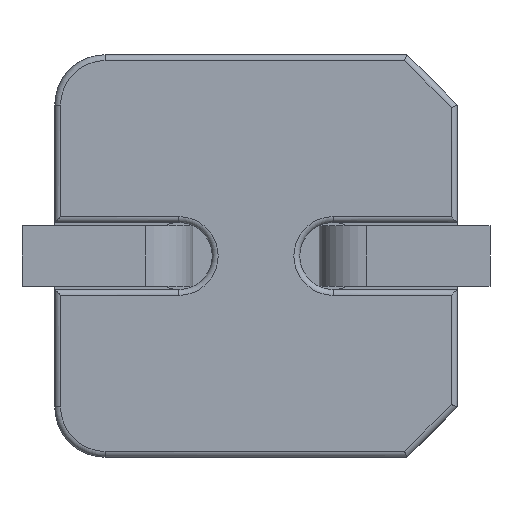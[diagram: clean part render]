
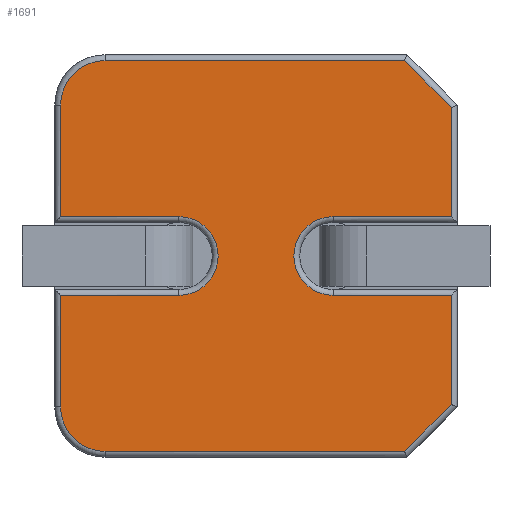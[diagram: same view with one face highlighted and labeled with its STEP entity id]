
A CAD part, front view. The second image highlights one B-rep face of the part: STEP entity #1691.
In plain terms, the highlighted planar face has unit normal (0, -1, 0).
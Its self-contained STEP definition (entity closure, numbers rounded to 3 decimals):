
#32 = ORIENTED_EDGE ( 'NONE', *, *, #385, .T. ) ;
#51 = DIRECTION ( 'NONE',  ( 0., 0., -1. ) ) ;
#77 = CARTESIAN_POINT ( 'NONE',  ( -0.825, 0., 0.42 ) ) ;
#89 = EDGE_CURVE ( 'NONE', #2751, #3169, #823, .T. ) ;
#91 = ORIENTED_EDGE ( 'NONE', *, *, #514, .T. ) ;
#113 = CARTESIAN_POINT ( 'NONE',  ( -1.612, 0., -2.087 ) ) ;
#196 = VECTOR ( 'NONE', #936, 1000. ) ;
#213 = ORIENTED_EDGE ( 'NONE', *, *, #2540, .T. ) ;
#231 = VERTEX_POINT ( 'NONE', #2877 ) ;
#247 = CARTESIAN_POINT ( 'NONE',  ( -2.087, 0., -1.612 ) ) ;
#305 = AXIS2_PLACEMENT_3D ( 'NONE', #1011, #2513, #974 ) ;
#374 = LINE ( 'NONE', #77, #1024 ) ;
#385 = EDGE_CURVE ( 'NONE', #2797, #1049, #2807, .T. ) ;
#392 = DIRECTION ( 'NONE',  ( 0., 0., -1. ) ) ;
#428 = EDGE_CURVE ( 'NONE', #496, #1710, #1688, .T. ) ;
#489 = CARTESIAN_POINT ( 'NONE',  ( 2.087, 0., -1.587 ) ) ;
#496 = VERTEX_POINT ( 'NONE', #1941 ) ;
#501 = EDGE_CURVE ( 'NONE', #1049, #932, #1448, .T. ) ;
#514 = EDGE_CURVE ( 'NONE', #2714, #1676, #1186, .T. ) ;
#522 = ORIENTED_EDGE ( 'NONE', *, *, #2007, .T. ) ;
#549 = DIRECTION ( 'NONE',  ( 0., 0., -1. ) ) ;
#550 = LINE ( 'NONE', #1422, #2204 ) ;
#594 = VECTOR ( 'NONE', #2686, 1000. ) ;
#612 = DIRECTION ( 'NONE',  ( 0., 0., -1. ) ) ;
#708 = ORIENTED_EDGE ( 'NONE', *, *, #3361, .T. ) ;
#723 = VERTEX_POINT ( 'NONE', #1535 ) ;
#762 = VECTOR ( 'NONE', #392, 1000. ) ;
#791 = EDGE_CURVE ( 'NONE', #3058, #231, #1677, .T. ) ;
#823 = CIRCLE ( 'NONE', #2702, 0.42 ) ;
#851 = EDGE_CURVE ( 'NONE', #1710, #3058, #1607, .T. ) ;
#863 = DIRECTION ( 'NONE',  ( 1., 0., 0. ) ) ;
#879 = CARTESIAN_POINT ( 'NONE',  ( -1.612, 0., 2.087 ) ) ;
#897 = LINE ( 'NONE', #2958, #594 ) ;
#932 = VERTEX_POINT ( 'NONE', #2765 ) ;
#936 = DIRECTION ( 'NONE',  ( -0.707, 0., 0.707 ) ) ;
#971 = VECTOR ( 'NONE', #2491, 1000. ) ;
#974 = DIRECTION ( 'NONE',  ( 0., 0., -1. ) ) ;
#986 = CARTESIAN_POINT ( 'NONE',  ( 2.087, 0., 0.42 ) ) ;
#1011 = CARTESIAN_POINT ( 'NONE',  ( -1.612, 0., 1.612 ) ) ;
#1024 = VECTOR ( 'NONE', #1415, 1000. ) ;
#1027 = CARTESIAN_POINT ( 'NONE',  ( -0.825, 0., 0.42 ) ) ;
#1049 = VERTEX_POINT ( 'NONE', #3117 ) ;
#1053 = DIRECTION ( 'NONE',  ( 0., -1., 0. ) ) ;
#1116 = LINE ( 'NONE', #2875, #3073 ) ;
#1131 = LINE ( 'NONE', #2443, #1605 ) ;
#1157 = DIRECTION ( 'NONE',  ( 0.707, 0., 0.707 ) ) ;
#1186 = LINE ( 'NONE', #2699, #196 ) ;
#1328 = FACE_OUTER_BOUND ( 'NONE', #2246, .T. ) ;
#1391 = ORIENTED_EDGE ( 'NONE', *, *, #1981, .T. ) ;
#1397 = CARTESIAN_POINT ( 'NONE',  ( 2.087, 0., -0.42 ) ) ;
#1415 = DIRECTION ( 'NONE',  ( 1., 0., 0. ) ) ;
#1422 = CARTESIAN_POINT ( 'NONE',  ( 2.106, 0., -1.568 ) ) ;
#1447 = ORIENTED_EDGE ( 'NONE', *, *, #1867, .T. ) ;
#1448 = LINE ( 'NONE', #2184, #2256 ) ;
#1461 = ORIENTED_EDGE ( 'NONE', *, *, #851, .T. ) ;
#1502 = CARTESIAN_POINT ( 'NONE',  ( -0.825, 0., -0.42 ) ) ;
#1535 = CARTESIAN_POINT ( 'NONE',  ( 0.825, 0., 0.42 ) ) ;
#1546 = VERTEX_POINT ( 'NONE', #489 ) ;
#1547 = CARTESIAN_POINT ( 'NONE',  ( -1.612, 0., 1.612 ) ) ;
#1605 = VECTOR ( 'NONE', #2678, 1000. ) ;
#1607 = CIRCLE ( 'NONE', #2567, 0.475 ) ;
#1647 = LINE ( 'NONE', #1906, #1725 ) ;
#1676 = VERTEX_POINT ( 'NONE', #2591 ) ;
#1677 = LINE ( 'NONE', #1889, #2750 ) ;
#1688 = LINE ( 'NONE', #2723, #762 ) ;
#1691 = ADVANCED_FACE ( 'NONE', ( #1328 ), #2870, .T. ) ;
#1703 = ORIENTED_EDGE ( 'NONE', *, *, #1901, .T. ) ;
#1710 = VERTEX_POINT ( 'NONE', #247 ) ;
#1725 = VECTOR ( 'NONE', #2171, 1000. ) ;
#1733 = CARTESIAN_POINT ( 'NONE',  ( -0.825, 0., 0. ) ) ;
#1745 = CARTESIAN_POINT ( 'NONE',  ( 2.087, 0., 1.587 ) ) ;
#1793 = ORIENTED_EDGE ( 'NONE', *, *, #791, .T. ) ;
#1829 = AXIS2_PLACEMENT_3D ( 'NONE', #1547, #1053, #549 ) ;
#1854 = ORIENTED_EDGE ( 'NONE', *, *, #428, .T. ) ;
#1867 = EDGE_CURVE ( 'NONE', #2953, #723, #2093, .T. ) ;
#1889 = CARTESIAN_POINT ( 'NONE',  ( 1.612, 0., -2.087 ) ) ;
#1901 = EDGE_CURVE ( 'NONE', #723, #2176, #1116, .T. ) ;
#1903 = ORIENTED_EDGE ( 'NONE', *, *, #2065, .T. ) ;
#1906 = CARTESIAN_POINT ( 'NONE',  ( -2.15, 0., -0.42 ) ) ;
#1920 = CARTESIAN_POINT ( 'NONE',  ( -1.612, 0., 2.087 ) ) ;
#1941 = CARTESIAN_POINT ( 'NONE',  ( -2.087, 0., -0.42 ) ) ;
#1942 = LINE ( 'NONE', #1920, #2468 ) ;
#1981 = EDGE_CURVE ( 'NONE', #2176, #2714, #1131, .T. ) ;
#2007 = EDGE_CURVE ( 'NONE', #1676, #2797, #1942, .T. ) ;
#2014 = LINE ( 'NONE', #2748, #971 ) ;
#2065 = EDGE_CURVE ( 'NONE', #932, #2751, #374, .T. ) ;
#2093 = CIRCLE ( 'NONE', #2796, 0.42 ) ;
#2112 = CARTESIAN_POINT ( 'NONE',  ( 0.825, 0., -0.42 ) ) ;
#2171 = DIRECTION ( 'NONE',  ( -1., 0., 0. ) ) ;
#2172 = DIRECTION ( 'NONE',  ( -1., 0., 0. ) ) ;
#2176 = VERTEX_POINT ( 'NONE', #986 ) ;
#2184 = CARTESIAN_POINT ( 'NONE',  ( -2.087, 0., 0.358 ) ) ;
#2204 = VECTOR ( 'NONE', #1157, 1000. ) ;
#2246 = EDGE_LOOP ( 'NONE', ( #32, #2427, #1903, #3208, #2680, #1854, #1461, #1793, #708, #2694, #213, #1447, #1703, #1391, #91, #522 ) ) ;
#2256 = VECTOR ( 'NONE', #2982, 1000. ) ;
#2380 = CARTESIAN_POINT ( 'NONE',  ( 0.825, 0., 0. ) ) ;
#2392 = DIRECTION ( 'NONE',  ( 0., 1., 0. ) ) ;
#2427 = ORIENTED_EDGE ( 'NONE', *, *, #501, .T. ) ;
#2443 = CARTESIAN_POINT ( 'NONE',  ( 2.087, 0., 1.613 ) ) ;
#2468 = VECTOR ( 'NONE', #2172, 1000. ) ;
#2491 = DIRECTION ( 'NONE',  ( -1., 0., 0. ) ) ;
#2513 = DIRECTION ( 'NONE',  ( 0., -1., 0. ) ) ;
#2540 = EDGE_CURVE ( 'NONE', #3221, #2953, #2014, .T. ) ;
#2567 = AXIS2_PLACEMENT_3D ( 'NONE', #3192, #2934, #612 ) ;
#2591 = CARTESIAN_POINT ( 'NONE',  ( 1.587, 0., 2.087 ) ) ;
#2648 = DIRECTION ( 'NONE',  ( 1., 0., 0. ) ) ;
#2678 = DIRECTION ( 'NONE',  ( 0., 0., 1. ) ) ;
#2680 = ORIENTED_EDGE ( 'NONE', *, *, #3232, .T. ) ;
#2686 = DIRECTION ( 'NONE',  ( 0., 0., 1. ) ) ;
#2694 = ORIENTED_EDGE ( 'NONE', *, *, #3337, .T. ) ;
#2699 = CARTESIAN_POINT ( 'NONE',  ( 1.568, 0., 2.106 ) ) ;
#2702 = AXIS2_PLACEMENT_3D ( 'NONE', #1733, #3347, #3333 ) ;
#2714 = VERTEX_POINT ( 'NONE', #1745 ) ;
#2723 = CARTESIAN_POINT ( 'NONE',  ( -2.087, 0., -1.612 ) ) ;
#2748 = CARTESIAN_POINT ( 'NONE',  ( 0.825, 0., -0.42 ) ) ;
#2750 = VECTOR ( 'NONE', #2648, 1000. ) ;
#2751 = VERTEX_POINT ( 'NONE', #1027 ) ;
#2765 = CARTESIAN_POINT ( 'NONE',  ( -2.087, 0., 0.42 ) ) ;
#2796 = AXIS2_PLACEMENT_3D ( 'NONE', #2380, #2392, #51 ) ;
#2797 = VERTEX_POINT ( 'NONE', #879 ) ;
#2807 = CIRCLE ( 'NONE', #305, 0.475 ) ;
#2870 = PLANE ( 'NONE',  #1829 ) ;
#2875 = CARTESIAN_POINT ( 'NONE',  ( 2.15, 0., 0.42 ) ) ;
#2877 = CARTESIAN_POINT ( 'NONE',  ( 1.587, 0., -2.087 ) ) ;
#2934 = DIRECTION ( 'NONE',  ( 0., -1., 0. ) ) ;
#2953 = VERTEX_POINT ( 'NONE', #2112 ) ;
#2958 = CARTESIAN_POINT ( 'NONE',  ( 2.087, 0., -0.358 ) ) ;
#2982 = DIRECTION ( 'NONE',  ( 0., 0., -1. ) ) ;
#3058 = VERTEX_POINT ( 'NONE', #113 ) ;
#3073 = VECTOR ( 'NONE', #863, 1000. ) ;
#3117 = CARTESIAN_POINT ( 'NONE',  ( -2.087, 0., 1.612 ) ) ;
#3169 = VERTEX_POINT ( 'NONE', #1502 ) ;
#3192 = CARTESIAN_POINT ( 'NONE',  ( -1.612, 0., -1.612 ) ) ;
#3208 = ORIENTED_EDGE ( 'NONE', *, *, #89, .T. ) ;
#3221 = VERTEX_POINT ( 'NONE', #1397 ) ;
#3232 = EDGE_CURVE ( 'NONE', #3169, #496, #1647, .T. ) ;
#3333 = DIRECTION ( 'NONE',  ( 0., 0., -1. ) ) ;
#3337 = EDGE_CURVE ( 'NONE', #1546, #3221, #897, .T. ) ;
#3347 = DIRECTION ( 'NONE',  ( 0., 1., 0. ) ) ;
#3361 = EDGE_CURVE ( 'NONE', #231, #1546, #550, .T. ) ;
